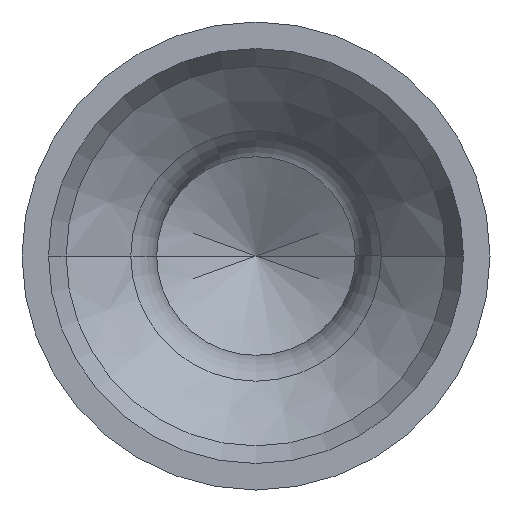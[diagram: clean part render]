
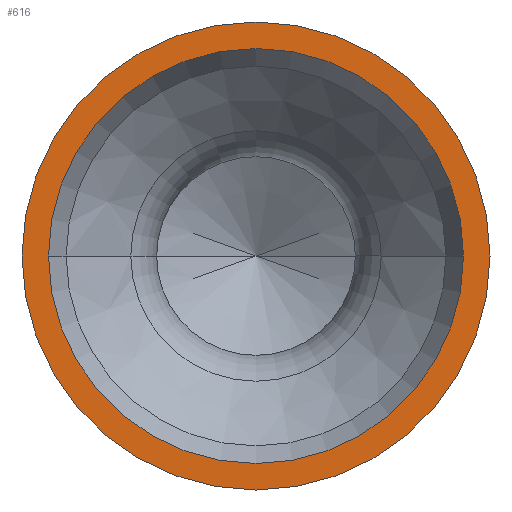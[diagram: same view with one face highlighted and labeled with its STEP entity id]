
A CAD part, front view. The second image highlights one B-rep face of the part: STEP entity #616.
In plain terms, the highlighted planar face has unit normal (0, -1, 0).
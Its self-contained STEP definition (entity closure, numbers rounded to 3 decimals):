
#15=CARTESIAN_POINT('',(0.,-24.4,0.));
#16=DIRECTION('',(0.,1.,0.));
#17=DIRECTION('',(1.,0.,0.));
#18=AXIS2_PLACEMENT_3D('',#15,#16,#17);
#20=CARTESIAN_POINT('',(0.,-24.4,0.));
#21=DIRECTION('',(0.,1.,0.));
#22=DIRECTION('',(-1.,0.,0.));
#23=AXIS2_PLACEMENT_3D('',#20,#21,#22);
#34=CARTESIAN_POINT('',(0.,-24.4,0.));
#35=DIRECTION('',(0.,1.,0.));
#36=DIRECTION('',(1.,0.,0.));
#37=AXIS2_PLACEMENT_3D('',#34,#35,#36);
#69=CARTESIAN_POINT('',(0.,-24.4,0.));
#70=DIRECTION('',(0.,-1.,0.));
#71=DIRECTION('',(1.,0.,0.));
#72=AXIS2_PLACEMENT_3D('',#69,#70,#71);
#537=CARTESIAN_POINT('',(2.65,-24.4,0.));
#538=CARTESIAN_POINT('',(-2.65,-24.4,0.));
#539=VERTEX_POINT('',#537);
#540=VERTEX_POINT('',#538);
#579=CARTESIAN_POINT('',(2.35,-24.4,0.));
#580=CARTESIAN_POINT('',(-2.35,-24.4,0.));
#581=VERTEX_POINT('',#579);
#582=VERTEX_POINT('',#580);
#599=CARTESIAN_POINT('',(0.,-24.4,0.));
#600=DIRECTION('',(0.,-1.,0.));
#601=DIRECTION('',(-1.,0.,0.));
#602=AXIS2_PLACEMENT_3D('',#599,#600,#601);
#603=PLANE('',#602);
#605=ORIENTED_EDGE('',*,*,#604,.T.);
#607=ORIENTED_EDGE('',*,*,#606,.F.);
#608=EDGE_LOOP('',(#605,#607));
#609=FACE_OUTER_BOUND('',#608,.F.);
#611=ORIENTED_EDGE('',*,*,#610,.F.);
#613=ORIENTED_EDGE('',*,*,#612,.F.);
#614=EDGE_LOOP('',(#611,#613));
#615=FACE_BOUND('',#614,.F.);
#19=CIRCLE('',#18,2.35);
#24=CIRCLE('',#23,2.35);
#38=CIRCLE('',#37,2.65);
#73=CIRCLE('',#72,2.65);
#604=EDGE_CURVE('',#539,#540,#38,.T.);
#606=EDGE_CURVE('',#539,#540,#73,.T.);
#610=EDGE_CURVE('',#581,#582,#19,.T.);
#612=EDGE_CURVE('',#582,#581,#24,.T.);
#616=ADVANCED_FACE('',(#609,#615),#603,.T.);
